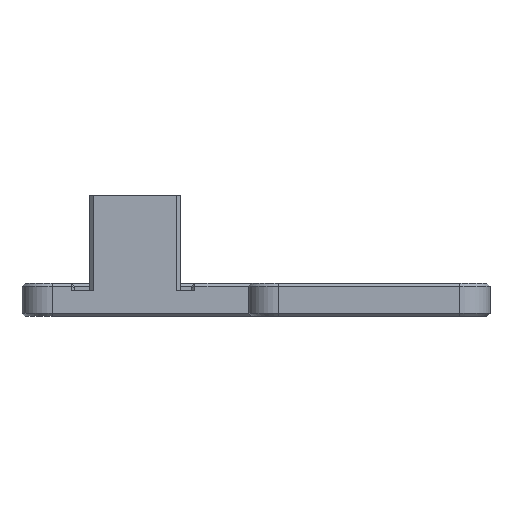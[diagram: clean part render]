
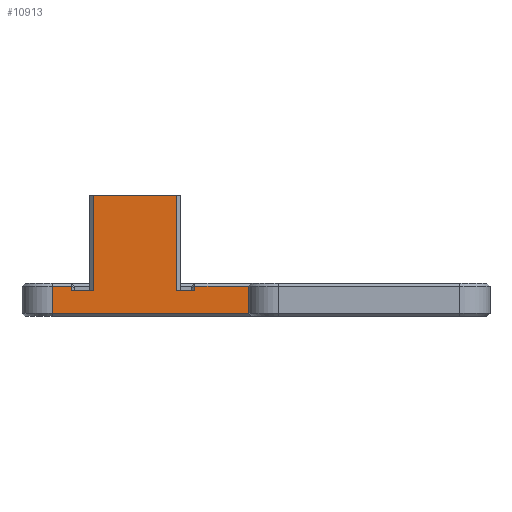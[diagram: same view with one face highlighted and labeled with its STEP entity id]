
A CAD part, front view. The second image highlights one B-rep face of the part: STEP entity #10913.
In plain terms, the highlighted planar face has unit normal (0, -1, 0).
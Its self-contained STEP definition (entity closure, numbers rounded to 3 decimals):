
#34 = EDGE_CURVE ( 'NONE', #4728, #5633, #3915, .T. ) ;
#234 = PLANE ( 'NONE',  #5279 ) ;
#351 = EDGE_CURVE ( 'NONE', #3876, #3455, #11490, .T. ) ;
#493 = DIRECTION ( 'NONE',  ( 0., 0., -1. ) ) ;
#613 = CARTESIAN_POINT ( 'NONE',  ( 100., 20., 4.5 ) ) ;
#891 = CARTESIAN_POINT ( 'NONE',  ( 79.5, 20., 4.399 ) ) ;
#1031 = ORIENTED_EDGE ( 'NONE', *, *, #351, .T. ) ;
#1256 = VECTOR ( 'NONE', #5786, 1000. ) ;
#1614 = CARTESIAN_POINT ( 'NONE',  ( 74., 20., 1.4 ) ) ;
#1821 = ORIENTED_EDGE ( 'NONE', *, *, #3550, .T. ) ;
#1963 = VERTEX_POINT ( 'NONE', #10204 ) ;
#2208 = VERTEX_POINT ( 'NONE', #9127 ) ;
#2257 = LINE ( 'NONE', #9518, #11598 ) ;
#2322 = DIRECTION ( 'NONE',  ( 0., 0., -1. ) ) ;
#2568 = LINE ( 'NONE', #6048, #4442 ) ;
#2582 = EDGE_CURVE ( 'NONE', #4850, #4728, #8386, .T. ) ;
#2703 = FACE_OUTER_BOUND ( 'NONE', #10442, .T. ) ;
#2771 = CARTESIAN_POINT ( 'NONE',  ( 79.5, 20., 16.999 ) ) ;
#3016 = EDGE_CURVE ( 'NONE', #5633, #2208, #2568, .T. ) ;
#3262 = CARTESIAN_POINT ( 'NONE',  ( 100., 20., 4.999 ) ) ;
#3345 = VERTEX_POINT ( 'NONE', #1614 ) ;
#3455 = VERTEX_POINT ( 'NONE', #10602 ) ;
#3518 = VECTOR ( 'NONE', #4620, 1000. ) ;
#3550 = EDGE_CURVE ( 'NONE', #2208, #11484, #8294, .T. ) ;
#3654 = DIRECTION ( 'NONE',  ( 0., -1., 0. ) ) ;
#3664 = VECTOR ( 'NONE', #493, 1000. ) ;
#3691 = VECTOR ( 'NONE', #8118, 1000. ) ;
#3712 = VECTOR ( 'NONE', #8346, 1000. ) ;
#3876 = VERTEX_POINT ( 'NONE', #5283 ) ;
#3915 = LINE ( 'NONE', #3974, #3712 ) ;
#3974 = CARTESIAN_POINT ( 'NONE',  ( 0., 20., 4.399 ) ) ;
#4144 = LINE ( 'NONE', #6801, #1256 ) ;
#4158 = VECTOR ( 'NONE', #6909, 1000. ) ;
#4201 = EDGE_CURVE ( 'NONE', #3345, #11574, #2257, .T. ) ;
#4384 = CARTESIAN_POINT ( 'NONE',  ( 76.6, 20., 4.399 ) ) ;
#4442 = VECTOR ( 'NONE', #10495, 1000. ) ;
#4503 = LINE ( 'NONE', #7044, #3691 ) ;
#4505 = LINE ( 'NONE', #5203, #9749 ) ;
#4611 = EDGE_CURVE ( 'NONE', #10236, #11574, #5033, .T. ) ;
#4620 = DIRECTION ( 'NONE',  ( -1., 0., 0. ) ) ;
#4728 = VERTEX_POINT ( 'NONE', #891 ) ;
#4850 = VERTEX_POINT ( 'NONE', #2771 ) ;
#5033 = LINE ( 'NONE', #613, #3664 ) ;
#5195 = DIRECTION ( 'NONE',  ( 1., 0., 0. ) ) ;
#5203 = CARTESIAN_POINT ( 'NONE',  ( 79.5, 20., 16.999 ) ) ;
#5214 = CARTESIAN_POINT ( 'NONE',  ( 100., 20., 1.4 ) ) ;
#5279 = AXIS2_PLACEMENT_3D ( 'NONE', #10085, #3654, #7331 ) ;
#5283 = CARTESIAN_POINT ( 'NONE',  ( 92.9, 20., 4.999 ) ) ;
#5371 = ORIENTED_EDGE ( 'NONE', *, *, #2582, .T. ) ;
#5405 = VECTOR ( 'NONE', #2322, 1000. ) ;
#5633 = VERTEX_POINT ( 'NONE', #4384 ) ;
#5764 = EDGE_CURVE ( 'NONE', #8717, #1963, #4503, .T. ) ;
#5786 = DIRECTION ( 'NONE',  ( 0., 0., -1. ) ) ;
#5937 = EDGE_CURVE ( 'NONE', #11484, #3345, #4144, .T. ) ;
#5940 = VECTOR ( 'NONE', #11112, 1000. ) ;
#6048 = CARTESIAN_POINT ( 'NONE',  ( 76.6, 20., 0. ) ) ;
#6257 = ORIENTED_EDGE ( 'NONE', *, *, #5937, .T. ) ;
#6402 = ORIENTED_EDGE ( 'NONE', *, *, #5764, .F. ) ;
#6801 = CARTESIAN_POINT ( 'NONE',  ( 74., 20., 38.27 ) ) ;
#6828 = EDGE_CURVE ( 'NONE', #3455, #1963, #10541, .T. ) ;
#6909 = DIRECTION ( 'NONE',  ( -1., 0., 0. ) ) ;
#6918 = EDGE_CURVE ( 'NONE', #4850, #8717, #4505, .T. ) ;
#6930 = DIRECTION ( 'NONE',  ( -1., 0., 0. ) ) ;
#7044 = CARTESIAN_POINT ( 'NONE',  ( 90.5, 20., 16.999 ) ) ;
#7331 = DIRECTION ( 'NONE',  ( 0., 0., -1. ) ) ;
#7485 = ORIENTED_EDGE ( 'NONE', *, *, #6828, .T. ) ;
#7544 = CARTESIAN_POINT ( 'NONE',  ( 74., 20., 4.999 ) ) ;
#7767 = CARTESIAN_POINT ( 'NONE',  ( 92.9, 20., 0. ) ) ;
#7881 = CARTESIAN_POINT ( 'NONE',  ( 0., 20., 4.399 ) ) ;
#8110 = ORIENTED_EDGE ( 'NONE', *, *, #4611, .F. ) ;
#8118 = DIRECTION ( 'NONE',  ( 0., 0., -1. ) ) ;
#8120 = DIRECTION ( 'NONE',  ( 1., 0., 0. ) ) ;
#8294 = LINE ( 'NONE', #9179, #3518 ) ;
#8346 = DIRECTION ( 'NONE',  ( -1., 0., 0. ) ) ;
#8386 = LINE ( 'NONE', #10155, #5940 ) ;
#8508 = ORIENTED_EDGE ( 'NONE', *, *, #3016, .T. ) ;
#8584 = ORIENTED_EDGE ( 'NONE', *, *, #4201, .T. ) ;
#8691 = CARTESIAN_POINT ( 'NONE',  ( 0., 20., 4.999 ) ) ;
#8717 = VERTEX_POINT ( 'NONE', #9966 ) ;
#9127 = CARTESIAN_POINT ( 'NONE',  ( 76.6, 20., 4.999 ) ) ;
#9179 = CARTESIAN_POINT ( 'NONE',  ( 0., 20., 4.999 ) ) ;
#9387 = ORIENTED_EDGE ( 'NONE', *, *, #10612, .T. ) ;
#9518 = CARTESIAN_POINT ( 'NONE',  ( 0., 20., 1.4 ) ) ;
#9749 = VECTOR ( 'NONE', #8120, 1000. ) ;
#9848 = ORIENTED_EDGE ( 'NONE', *, *, #34, .T. ) ;
#9966 = CARTESIAN_POINT ( 'NONE',  ( 90.5, 20., 16.999 ) ) ;
#10085 = CARTESIAN_POINT ( 'NONE',  ( 0., 20., 0. ) ) ;
#10131 = VECTOR ( 'NONE', #6930, 1000. ) ;
#10155 = CARTESIAN_POINT ( 'NONE',  ( 79.5, 20., 16.999 ) ) ;
#10204 = CARTESIAN_POINT ( 'NONE',  ( 90.5, 20., 4.399 ) ) ;
#10236 = VERTEX_POINT ( 'NONE', #3262 ) ;
#10442 = EDGE_LOOP ( 'NONE', ( #6257, #8584, #8110, #9387, #1031, #7485, #6402, #10804, #5371, #9848, #8508, #1821 ) ) ;
#10458 = LINE ( 'NONE', #8691, #4158 ) ;
#10495 = DIRECTION ( 'NONE',  ( 0., 0., 1. ) ) ;
#10541 = LINE ( 'NONE', #7881, #10131 ) ;
#10602 = CARTESIAN_POINT ( 'NONE',  ( 92.9, 20., 4.399 ) ) ;
#10612 = EDGE_CURVE ( 'NONE', #10236, #3876, #10458, .T. ) ;
#10804 = ORIENTED_EDGE ( 'NONE', *, *, #6918, .F. ) ;
#10913 = ADVANCED_FACE ( 'NONE', ( #2703 ), #234, .T. ) ;
#11112 = DIRECTION ( 'NONE',  ( 0., 0., -1. ) ) ;
#11484 = VERTEX_POINT ( 'NONE', #7544 ) ;
#11490 = LINE ( 'NONE', #7767, #5405 ) ;
#11574 = VERTEX_POINT ( 'NONE', #5214 ) ;
#11598 = VECTOR ( 'NONE', #5195, 1000. ) ;
